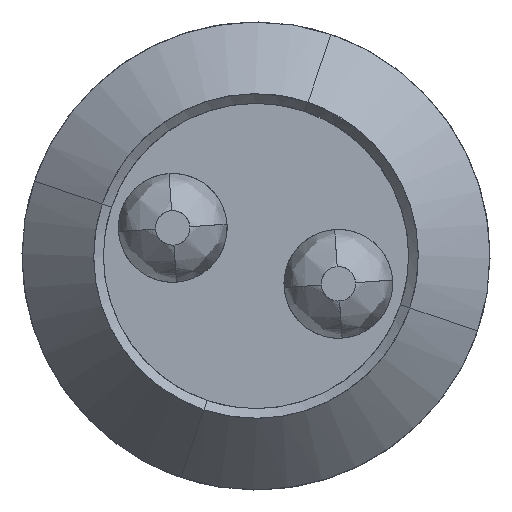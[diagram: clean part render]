
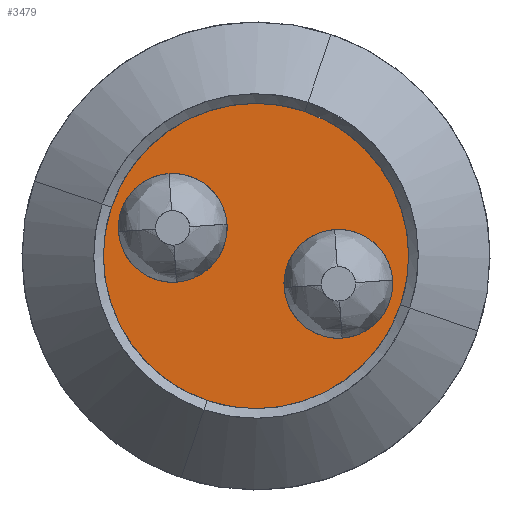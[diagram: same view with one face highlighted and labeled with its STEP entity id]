
A CAD part, front view. The second image highlights one B-rep face of the part: STEP entity #3479.
In plain terms, the highlighted free-form (B-spline) face has degree [1, 1] with [2, 2] control points.
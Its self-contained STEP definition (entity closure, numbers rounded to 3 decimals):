
#3430=(
BOUNDED_SURFACE()
B_SPLINE_SURFACE(1,1,((#3431,#3432),(#3433,#3434)),.UNSPECIFIED.,.F.,.F.,.F.)
B_SPLINE_SURFACE_WITH_KNOTS((2,2),(2,2),(0.000,1.000),(0.000,1.000),.UNSPECIFIED.)
GEOMETRIC_REPRESENTATION_ITEM()
RATIONAL_B_SPLINE_SURFACE(((1.,1.),(1.,1.)))
REPRESENTATION_ITEM('')
SURFACE()
);
#3431=CARTESIAN_POINT('',(-3.828,1.131,-2.414));
#3432=CARTESIAN_POINT('',(-2.414,1.131,3.828));
#3433=CARTESIAN_POINT('',(2.414,1.131,-3.828));
#3434=CARTESIAN_POINT('',(3.828,1.131,2.414));
#3445=CARTESIAN_POINT('',(3.121,1.131,-0.707));
#3446=VERTEX_POINT('',#3445);
#3447=(
BOUNDED_CURVE()
B_SPLINE_CURVE(2,(#3448,#3449,#3450),.UNSPECIFIED.,.F.,.F.)
B_SPLINE_CURVE_WITH_KNOTS((3,3),(0.000,1.000),.UNSPECIFIED.)
CURVE()
GEOMETRIC_REPRESENTATION_ITEM()
RATIONAL_B_SPLINE_CURVE((1.,0.707,1.))
REPRESENTATION_ITEM('')
);
#3448=CARTESIAN_POINT('',(3.121,1.131,-0.707));
#3449=CARTESIAN_POINT('',(2.414,1.131,-3.828));
#3450=CARTESIAN_POINT('',(-0.707,1.131,-3.121));
#3451=CARTESIAN_POINT('',(-0.707,1.131,-3.121));
#3452=VERTEX_POINT('',#3451);
#3453=EDGE_CURVE('',#3446,#3452,#3447,.T.);
#3454=ORIENTED_EDGE('',*,*,#3453,.T.);
#3455=(
BOUNDED_CURVE()
B_SPLINE_CURVE(2,(#3456,#3457,#3458),.UNSPECIFIED.,.F.,.F.)
B_SPLINE_CURVE_WITH_KNOTS((3,3),(0.000,1.000),.UNSPECIFIED.)
CURVE()
GEOMETRIC_REPRESENTATION_ITEM()
RATIONAL_B_SPLINE_CURVE((1.,0.707,1.))
REPRESENTATION_ITEM('')
);
#3456=CARTESIAN_POINT('',(-0.707,1.131,-3.121));
#3457=CARTESIAN_POINT('',(-3.828,1.131,-2.414));
#3458=CARTESIAN_POINT('',(-3.121,1.131,0.707));
#3459=CARTESIAN_POINT('',(-3.121,1.131,0.707));
#3460=VERTEX_POINT('',#3459);
#3461=EDGE_CURVE('',#3452,#3460,#3455,.T.);
#3462=ORIENTED_EDGE('',*,*,#3461,.T.);
#3463=(
BOUNDED_CURVE()
B_SPLINE_CURVE(2,(#3464,#3465,#3466),.UNSPECIFIED.,.F.,.F.)
B_SPLINE_CURVE_WITH_KNOTS((3,3),(0.000,1.000),.UNSPECIFIED.)
CURVE()
GEOMETRIC_REPRESENTATION_ITEM()
RATIONAL_B_SPLINE_CURVE((1.,0.707,1.))
REPRESENTATION_ITEM('')
);
#3464=CARTESIAN_POINT('',(-3.121,1.131,0.707));
#3465=CARTESIAN_POINT('',(-2.414,1.131,3.828));
#3466=CARTESIAN_POINT('',(0.707,1.131,3.121));
#3467=CARTESIAN_POINT('',(0.707,1.131,3.121));
#3468=VERTEX_POINT('',#3467);
#3469=EDGE_CURVE('',#3460,#3468,#3463,.T.);
#3470=ORIENTED_EDGE('',*,*,#3469,.T.);
#3471=(
BOUNDED_CURVE()
B_SPLINE_CURVE(2,(#3472,#3473,#3474),.UNSPECIFIED.,.F.,.F.)
B_SPLINE_CURVE_WITH_KNOTS((3,3),(0.000,1.000),.UNSPECIFIED.)
CURVE()
GEOMETRIC_REPRESENTATION_ITEM()
RATIONAL_B_SPLINE_CURVE((1.,0.707,1.))
REPRESENTATION_ITEM('')
);
#3472=CARTESIAN_POINT('',(0.707,1.131,3.121));
#3473=CARTESIAN_POINT('',(3.828,1.131,2.414));
#3474=CARTESIAN_POINT('',(3.121,1.131,-0.707));
#3475=EDGE_CURVE('',#3468,#3446,#3471,.T.);
#3476=ORIENTED_EDGE('',*,*,#3475,.T.);
#3477=EDGE_LOOP('',(#3454,#3462,#3470,#3476));
#3478=FACE_OUTER_BOUND('',#3477,.T.);
#3479=ADVANCED_FACE('',(#3478),#3430,.T.);
